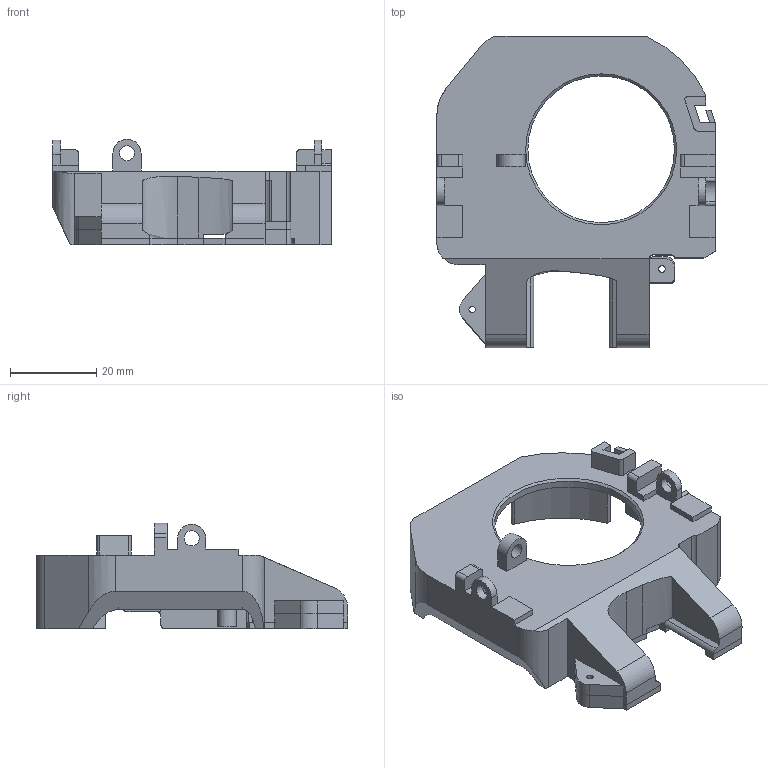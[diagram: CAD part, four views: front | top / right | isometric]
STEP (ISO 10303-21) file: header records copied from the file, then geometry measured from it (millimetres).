
FILE_DESCRIPTION(/* description */ ('STEP AP203'),/* implementation_level */ '2;1');
FILE_NAME(/* name */ 'part-cooling-duct.step',/* time_stamp */ '2025-06-27T12:00:34+02:00',/* author */ (''),/* organization */ (''),/* preprocessor_version */ 'ST-DEVELOPER v20.1',/* originating_system */ 'Autodesk Translation Framework v14.10.0.0',/* authorisation */ '');
FILE_SCHEMA (('AUTOMOTIVE_DESIGN { 1 0 10303 214 3 1 1 }'));
Length unit declared in the file: millimetre
Products named in the file (2): plus4´µ·ç¿Ú; plus4´µ·ç¿Ú¸Ç
Assembly tree (1 placements, depth 2):
  plus4´µ·ç¿Ú
    plus4´µ·ç¿Ú¸Ç
Bounding box: 64.54 x 72.17 x 24.5 mm (x, y, z)
Volume: 12414.5 mm3; surface area: 15119.5 mm2
Topology: 2 solids, 2 shells, 217 faces, 602 edges, 397 vertices
Faces by surface type: plane 152, cylinder 58, bspline 6, cone 1
Full cylindrical faces by diameter (mm): 1.5 x2, 2 x2, 2.5 x1, 2.7 x1, 3.5 x3, 4 x2, 4.2 x2, 34 x1
Entity records: 7163 total; most frequent: CARTESIAN_POINT 1433, ORIENTED_EDGE 1204, DIRECTION 1149, EDGE_CURVE 602, LINE 457, VECTOR 457, VERTEX_POINT 397, AXIS2_PLACEMENT_3D 346
